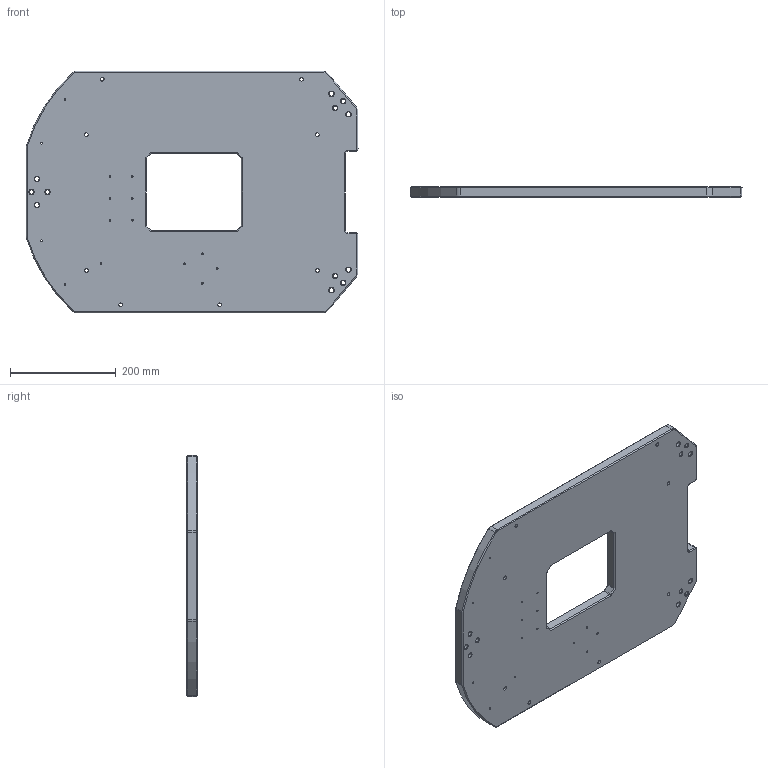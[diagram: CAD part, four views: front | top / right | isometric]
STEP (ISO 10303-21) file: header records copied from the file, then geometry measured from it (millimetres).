
FILE_DESCRIPTION (( 'STEP AP203' ), '1' );
FILE_NAME ('MS001-B.03.008JS.1.1 焊接框架下支撑板.step', '2021-08-27T10:51:10', ( 'Windows User' ), ( 'P R C' ), 'SwSTEP 2.0', 'SolidWorks 2016', '' );
FILE_SCHEMA (( 'CONFIG_CONTROL_DESIGN' ));
Length unit declared in the file: millimetre
Products named in the file (1): MS001-B.03.008JS.1.1 焊接框架下支撑板
Bounding box: 628.71 x 20 x 457 mm (x, y, z)
Volume: 4820778.7 mm3; surface area: 542416.5 mm2
Topology: 1 solids, 1 shells, 301 faces, 754 edges, 456 vertices
Faces by surface type: cone 104, cylinder 92, plane 90, bspline 15
Entity records: 9539 total; most frequent: CARTESIAN_POINT 2091, DIRECTION 1560, ORIENTED_EDGE 1508, EDGE_CURVE 754, AXIS2_PLACEMENT_3D 575, VERTEX_POINT 456, LINE 410, VECTOR 410
